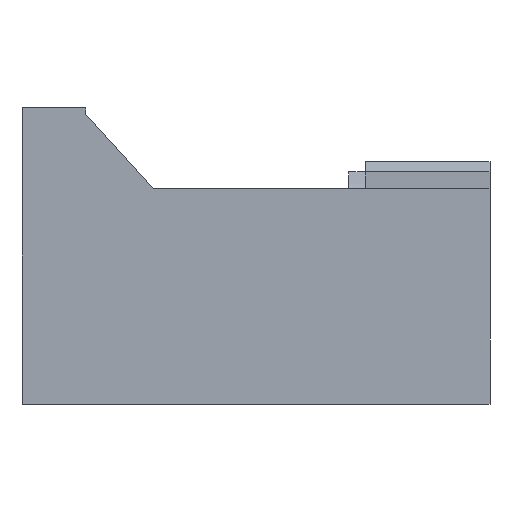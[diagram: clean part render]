
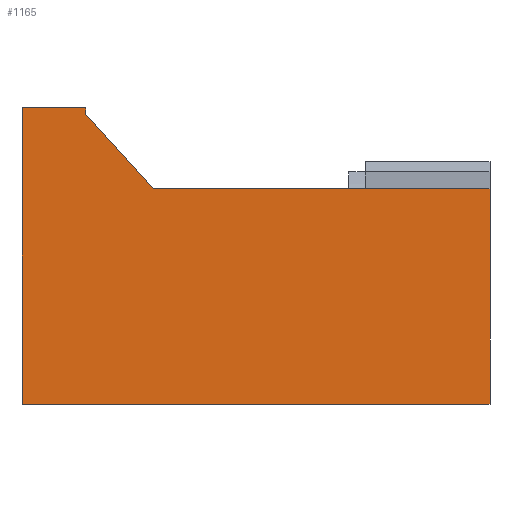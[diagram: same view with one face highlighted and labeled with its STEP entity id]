
A CAD part, front view. The second image highlights one B-rep face of the part: STEP entity #1165.
In plain terms, the highlighted planar face has unit normal (0, -1, 0).
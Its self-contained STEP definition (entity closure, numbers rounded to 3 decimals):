
#725=CARTESIAN_POINT('Vertex',(10.,-47.5,44.)) ;
#741=CARTESIAN_POINT('Vertex',(10.,-47.5,-44.)) ;
#744=CARTESIAN_POINT('Line Origine',(10.,-47.5,0.)) ;
#837=CARTESIAN_POINT('Line Origine',(11.,-47.5,44.)) ;
#841=CARTESIAN_POINT('Vertex',(12.,-47.5,44.)) ;
#845=CARTESIAN_POINT('Control Point',(29.,-47.5,44.)) ;
#846=CARTESIAN_POINT('Control Point',(12.,-47.5,44.)) ;
#847=CARTESIAN_POINT('Vertex',(29.,-47.5,44.)) ;
#950=CARTESIAN_POINT('Vertex',(149.,-47.5,-44.)) ;
#953=CARTESIAN_POINT('Line Origine',(89.,-47.5,-44.)) ;
#957=CARTESIAN_POINT('Vertex',(29.,-47.5,-44.)) ;
#961=CARTESIAN_POINT('Control Point',(12.,-47.5,-44.)) ;
#962=CARTESIAN_POINT('Control Point',(29.,-47.5,-44.)) ;
#963=CARTESIAN_POINT('Vertex',(12.,-47.5,-44.)) ;
#966=CARTESIAN_POINT('Line Origine',(11.,-47.5,-44.)) ;
#1123=CARTESIAN_POINT('Axis2P3D Location',(29.,-47.5,20.)) ;
#1128=CARTESIAN_POINT('Line Origine',(149.,-47.5,-12.)) ;
#1132=CARTESIAN_POINT('Vertex',(149.,-47.5,20.)) ;
#1135=CARTESIAN_POINT('Line Origine',(99.,-47.5,20.)) ;
#1139=CARTESIAN_POINT('Vertex',(49.,-47.5,20.)) ;
#1143=CARTESIAN_POINT('Control Point',(29.,-47.5,42.)) ;
#1144=CARTESIAN_POINT('Control Point',(49.,-47.5,20.)) ;
#1145=CARTESIAN_POINT('Vertex',(29.,-47.5,42.)) ;
#1148=CARTESIAN_POINT('Line Origine',(29.,-47.5,43.)) ;
#745=DIRECTION('Vector Direction',(0.,0.,-1.)) ;
#838=DIRECTION('Vector Direction',(-1.,0.,0.)) ;
#954=DIRECTION('Vector Direction',(1.,0.,0.)) ;
#967=DIRECTION('Vector Direction',(-1.,0.,0.)) ;
#1124=DIRECTION('Axis2P3D Direction',(0.,-1.,0.)) ;
#1125=DIRECTION('Axis2P3D XDirection',(0.,0.,-1.)) ;
#1129=DIRECTION('Vector Direction',(0.,0.,-1.)) ;
#1136=DIRECTION('Vector Direction',(1.,0.,0.)) ;
#1149=DIRECTION('Vector Direction',(0.,0.,-1.)) ;
#1126=AXIS2_PLACEMENT_3D('Plane Axis2P3D',#1123,#1124,#1125) ;
#1154=ORIENTED_EDGE('',*,*,#1134,.F.) ;
#1155=ORIENTED_EDGE('',*,*,#1141,.F.) ;
#1156=ORIENTED_EDGE('',*,*,#1147,.T.) ;
#1157=ORIENTED_EDGE('',*,*,#1152,.F.) ;
#1158=ORIENTED_EDGE('',*,*,#849,.F.) ;
#1159=ORIENTED_EDGE('',*,*,#843,.T.) ;
#1160=ORIENTED_EDGE('',*,*,#748,.F.) ;
#1161=ORIENTED_EDGE('',*,*,#970,.F.) ;
#1162=ORIENTED_EDGE('',*,*,#965,.F.) ;
#1163=ORIENTED_EDGE('',*,*,#959,.F.) ;
#746=VECTOR('Line Direction',#745,1.) ;
#839=VECTOR('Line Direction',#838,1.) ;
#955=VECTOR('Line Direction',#954,1.) ;
#968=VECTOR('Line Direction',#967,1.) ;
#1130=VECTOR('Line Direction',#1129,1.) ;
#1137=VECTOR('Line Direction',#1136,1.) ;
#1150=VECTOR('Line Direction',#1149,1.) ;
#1165=ADVANCED_FACE('\X2\96F64EF651E04F554F53\X0\',(#1164),#1127,.T.) ;
#844=B_SPLINE_CURVE_WITH_KNOTS('',1,(#845,#846),.UNSPECIFIED.,.F.,.U.,(2,2),(0.,17.),.UNSPECIFIED.) ;
#960=B_SPLINE_CURVE_WITH_KNOTS('',1,(#961,#962),.UNSPECIFIED.,.F.,.U.,(2,2),(0.,17.),.UNSPECIFIED.) ;
#1142=B_SPLINE_CURVE_WITH_KNOTS('',1,(#1143,#1144),.UNSPECIFIED.,.F.,.U.,(2,2),(0.,29.732),.UNSPECIFIED.) ;
#748=EDGE_CURVE('',#742,#726,#747,.F.) ;
#843=EDGE_CURVE('',#842,#726,#840,.T.) ;
#849=EDGE_CURVE('',#842,#848,#844,.F.) ;
#959=EDGE_CURVE('',#951,#958,#956,.F.) ;
#965=EDGE_CURVE('',#958,#964,#960,.F.) ;
#970=EDGE_CURVE('',#964,#742,#969,.T.) ;
#1134=EDGE_CURVE('',#1133,#951,#1131,.T.) ;
#1141=EDGE_CURVE('',#1140,#1133,#1138,.T.) ;
#1147=EDGE_CURVE('',#1140,#1146,#1142,.F.) ;
#1152=EDGE_CURVE('',#848,#1146,#1151,.T.) ;
#1153=EDGE_LOOP('',(#1154,#1155,#1156,#1157,#1158,#1159,#1160,#1161,#1162,#1163)) ;
#1164=FACE_OUTER_BOUND('',#1153,.T.) ;
#747=LINE('Line',#744,#746) ;
#840=LINE('Line',#837,#839) ;
#956=LINE('Line',#953,#955) ;
#969=LINE('Line',#966,#968) ;
#1131=LINE('Line',#1128,#1130) ;
#1138=LINE('Line',#1135,#1137) ;
#1151=LINE('Line',#1148,#1150) ;
#1127=PLANE('Plane',#1126) ;
#726=VERTEX_POINT('',#725) ;
#742=VERTEX_POINT('',#741) ;
#842=VERTEX_POINT('',#841) ;
#848=VERTEX_POINT('',#847) ;
#951=VERTEX_POINT('',#950) ;
#958=VERTEX_POINT('',#957) ;
#964=VERTEX_POINT('',#963) ;
#1133=VERTEX_POINT('',#1132) ;
#1140=VERTEX_POINT('',#1139) ;
#1146=VERTEX_POINT('',#1145) ;
